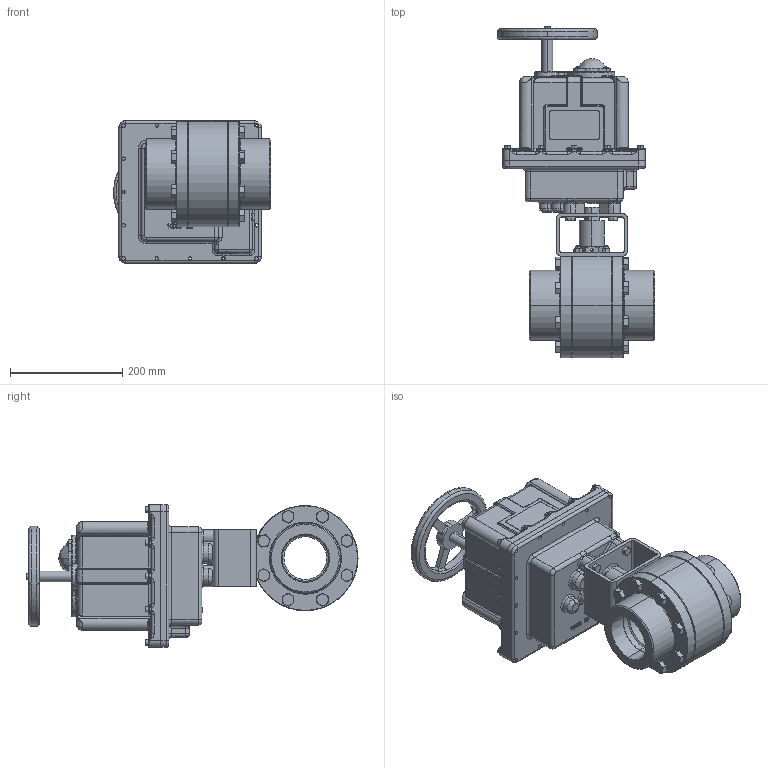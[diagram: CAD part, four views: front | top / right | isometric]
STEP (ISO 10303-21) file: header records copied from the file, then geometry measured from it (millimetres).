
FILE_DESCRIPTION (( 'STEP AP203' ), '1' );
FILE_NAME ('3000F-300-PT_ER-38.STEP', '2017-10-26T19:48:47', ( '' ), ( '' ), 'SwSTEP 2.0', 'SolidWorks 2014', '' );
FILE_SCHEMA (( 'CONFIG_CONTROL_DESIGN' ));
Length unit declared in the file: inch
Products named in the file (1): 3000F-300-PT_ER-38
Bounding box: 279.6 x 590.94 x 254.1 mm (x, y, z)
Surface area: 694579.7 mm2 (no closed solid volume)
Topology: 0 solids, 66 shells, 1520 faces, 4556 edges, 2993 vertices
Faces by surface type: plane 446, cylinder 445, bspline 394, cone 231, torus 4
Entity records: 80098 total; most frequent: CARTESIAN_POINT 43287, ORIENTED_EDGE 7614, DIRECTION 6904, EDGE_CURVE 4509, VERTEX_POINT 2993, AXIS2_PLACEMENT_3D 2660, EDGE_LOOP 1683, VECTOR 1584
